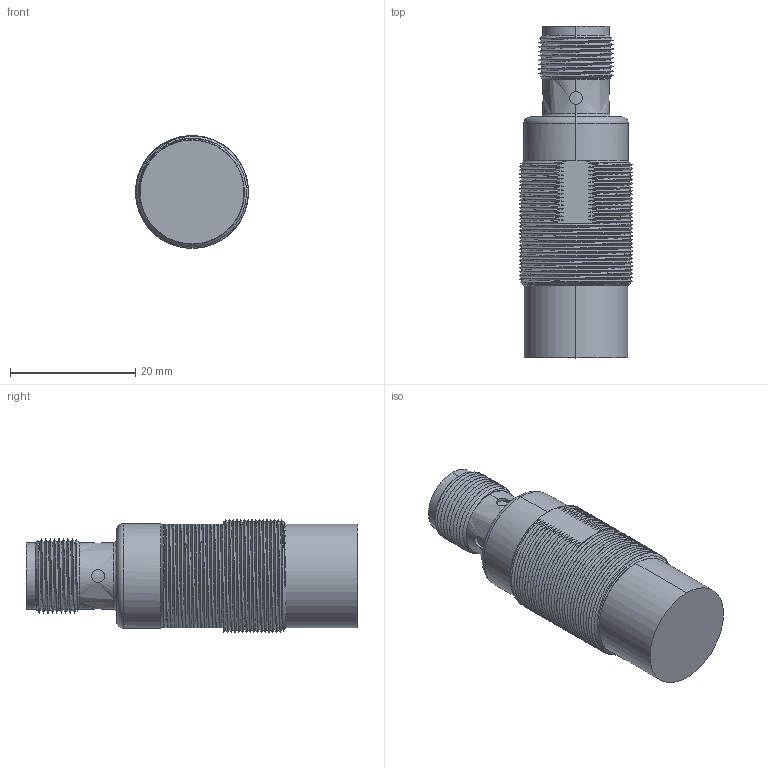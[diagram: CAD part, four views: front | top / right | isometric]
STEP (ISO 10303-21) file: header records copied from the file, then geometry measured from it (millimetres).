
FILE_DESCRIPTION( ('This file contains a STEP AP42 implementation' ,'as created by ZW3D STEP Interface translator.') ,'2;1' );
FILE_NAME( 'OCN2-1816X-XRS4.stp' ,'20 513.105641', (''), ('ZWCAD Software Co.'), 'Version 1.0', 'ZW3D to STEP translator', '' );
FILE_SCHEMA(('AUTOMOTIVE_DESIGN'));
Length unit declared in the file: millimetre
Products named in the file (2): 0; OCN2-1816X-XRS41
Bounding box: 18 x 53 x 18 mm (x, y, z)
Volume: 9566.3 mm3; surface area: 4498.5 mm2
Topology: 5 solids, 5 shells, 234 faces, 638 edges, 415 vertices
Faces by surface type: bspline 234
Entity records: 33037 total; most frequent: CARTESIAN_POINT 29047, ORIENTED_EDGE 1268, EDGE_CURVE 634, B_SPLINE_CURVE_WITH_KNOTS 575, VERTEX_POINT 415, EDGE_LOOP 239, FACE_OUTER_BOUND 234, ADVANCED_FACE 234
